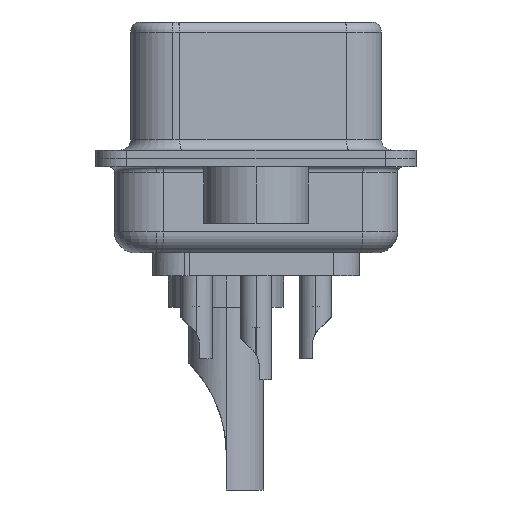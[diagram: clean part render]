
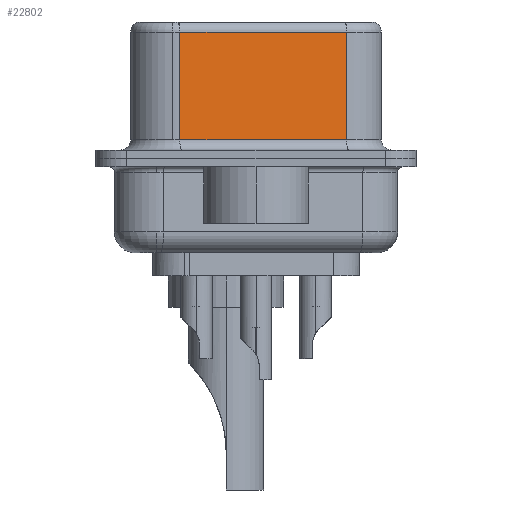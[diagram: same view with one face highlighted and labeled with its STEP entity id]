
A CAD part, left-side view. The second image highlights one B-rep face of the part: STEP entity #22802.
In plain terms, the highlighted planar face has unit normal (-0.985, -0.174, 0).
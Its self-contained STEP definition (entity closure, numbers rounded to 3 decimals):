
#222 = VECTOR ( 'NONE', #1893, 1000. ) ;
#562 = LINE ( 'NONE', #21901, #23058 ) ;
#745 = CARTESIAN_POINT ( 'NONE',  ( 5.132, -4.322, 6.52 ) ) ;
#926 = DIRECTION ( 'NONE',  ( -0.174, 0.985, 0. ) ) ;
#1893 = DIRECTION ( 'NONE',  ( 0., 0., -1. ) ) ;
#2071 = LINE ( 'NONE', #12075, #19310 ) ;
#3435 = VERTEX_POINT ( 'NONE', #15522 ) ;
#4560 = ORIENTED_EDGE ( 'NONE', *, *, #7258, .T. ) ;
#5418 = DIRECTION ( 'NONE',  ( -0.174, 0.985, 0. ) ) ;
#5614 = VECTOR ( 'NONE', #25230, 1000. ) ;
#5855 = EDGE_LOOP ( 'NONE', ( #13376, #23533, #4560, #12102 ) ) ;
#6484 = CARTESIAN_POINT ( 'NONE',  ( 3.73, 3.628, 0.9 ) ) ;
#7258 = EDGE_CURVE ( 'NONE', #23003, #25768, #23561, .T. ) ;
#7625 = PLANE ( 'NONE',  #27171 ) ;
#8352 = FACE_OUTER_BOUND ( 'NONE', #5855, .T. ) ;
#12075 = CARTESIAN_POINT ( 'NONE',  ( 5.132, -4.322, 6.02 ) ) ;
#12102 = ORIENTED_EDGE ( 'NONE', *, *, #24221, .T. ) ;
#12142 = LINE ( 'NONE', #15324, #222 ) ;
#12840 = CARTESIAN_POINT ( 'NONE',  ( 5.132, -4.322, 6.02 ) ) ;
#13376 = ORIENTED_EDGE ( 'NONE', *, *, #14564, .F. ) ;
#14361 = DIRECTION ( 'NONE',  ( 0.985, 0.174, 0. ) ) ;
#14564 = EDGE_CURVE ( 'NONE', #27461, #3435, #12142, .T. ) ;
#15030 = CARTESIAN_POINT ( 'NONE',  ( 3.73, 3.628, 6.02 ) ) ;
#15324 = CARTESIAN_POINT ( 'NONE',  ( 5.132, -4.322, 6.52 ) ) ;
#15522 = CARTESIAN_POINT ( 'NONE',  ( 5.132, -4.322, 0.9 ) ) ;
#19310 = VECTOR ( 'NONE', #5418, 1000. ) ;
#19734 = EDGE_CURVE ( 'NONE', #27461, #23003, #2071, .T. ) ;
#21901 = CARTESIAN_POINT ( 'NONE',  ( 5.132, -4.322, 0.9 ) ) ;
#22802 = ADVANCED_FACE ( 'NONE', ( #8352 ), #7625, .F. ) ;
#23003 = VERTEX_POINT ( 'NONE', #15030 ) ;
#23058 = VECTOR ( 'NONE', #28633, 1000. ) ;
#23533 = ORIENTED_EDGE ( 'NONE', *, *, #19734, .T. ) ;
#23561 = LINE ( 'NONE', #28389, #5614 ) ;
#24221 = EDGE_CURVE ( 'NONE', #25768, #3435, #562, .T. ) ;
#25230 = DIRECTION ( 'NONE',  ( 0., 0., -1. ) ) ;
#25768 = VERTEX_POINT ( 'NONE', #6484 ) ;
#27171 = AXIS2_PLACEMENT_3D ( 'NONE', #745, #14361, #926 ) ;
#27461 = VERTEX_POINT ( 'NONE', #12840 ) ;
#28389 = CARTESIAN_POINT ( 'NONE',  ( 3.73, 3.628, 6.52 ) ) ;
#28633 = DIRECTION ( 'NONE',  ( 0.174, -0.985, 0. ) ) ;
